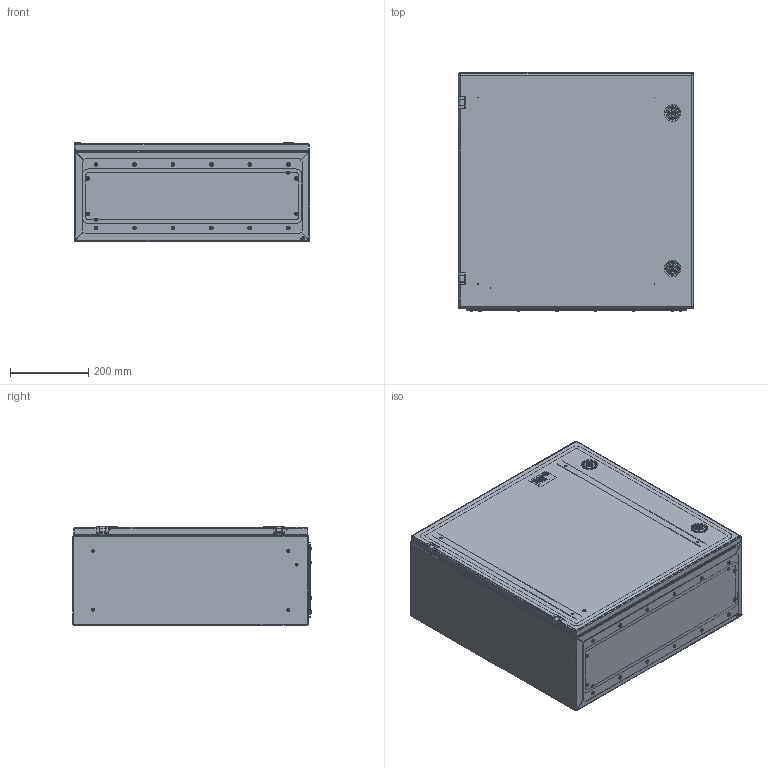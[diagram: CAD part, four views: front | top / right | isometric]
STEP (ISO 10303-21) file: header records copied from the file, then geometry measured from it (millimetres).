
FILE_DESCRIPTION (( 'STEP AP203' ), '1' );
FILE_NAME ('U7521606025 暑痫篑 觐祜嚓蝽 UC2 60.60.25 (752.000.193).STEP', '2022-04-28T10:40:52', ( '' ), ( '' ), 'SwSTEP 2.0', 'SolidWorks 2017', '' );
FILE_SCHEMA (( 'CONFIG_CONTROL_DESIGN' ));
Length unit declared in the file: millimetre
Products named in the file (37): ïîëóïåòëÿ âíåøíÿÿ; 000.241.156 Êðûøêà èçì 1_00; 000.113.059 忺謤僔_00; 056-157 椯鴀殣罻_00; Øàéáà íåéëîí Ø028_Œ6; Øïèëüêà ðåçüáîâàÿ Ì6_Œ6å20; 000.210.162 Îñíîâàíèå äâåðêè èçì 4_00; 054-104 栺鍣罻_00; 040-116 Âèíò ñïåöèàëüíûé ST 4,8x9; 003-324 Ñòåíêà íèæíÿÿ_00; 360-1-2-15-30 Çàìîê ñ çàçåìëåíèåì Mesan_00; Øïèëüêà çàçåìëåíèÿ CKF CS_Œ6å16; Óïëîòíèòåëü ÏÏÓ äëÿ êðûøêè UC2 60-25_00; Øïèëüêà ðåçüáîâàÿ Ì6_Œ6å12; Øïèëüêà ðåçüáîâàÿ Ì6_Œ8å25; 嵑殧趌11371_8; 008-316 Ñòåíêà ïðîôèëüíàÿ_00; hex flange nut_din_Hexagon Flange Nut DIN 6923 - M8 - N; 000.207.134 Äâåðêà â ñáîðå_00; 鎔艜_17473_M6x12; Óïëîòíèòåëü ÏÏÓ äâåðêè UC2 60-60 (íîâ)_00; U7521606025 暑痫篑 觐祜嚓蝽 UC2 60.60.25 (752.000.193); 扻豵鵨_п-1; øòûðü; 嵑殧趌11371_6; 鍔錓_7798_M6x8; ïîëóïåòëÿ âíóòðåííÿÿ; 010-246 Ïàíåëü ìîíòàæíàÿ_02; ч瀁禬п-1_00; 012-1382 Ïàíåëü äâåðêè èçì 3_00; 蹴濋趌5915_M8; Øïèëüêà ðåçüáîâàÿ Ì6_Œ5å12; Ïåòëÿ óãëîâàÿ äëÿ øêàôîâ UC USOLA_§ ªàëâ®; 000.241.159 Êðûøêà_00; ч蜱齁罻 ST-6; Ãàéêà Ýðèêñîíà Ì5 ñ ïëîñêîé ãîëîâêîé; 027-130 Êðûøêà èçì 1_00
Assembly tree (96 placements, depth 4):
  U7521606025 暑痫篑 觐祜嚓蝽 UC2 60.60.25 (752.000.193)
    000.113.059 忺謤僔_00
      008-316 Ñòåíêà ïðîôèëüíàÿ_00
      003-324 Ñòåíêà íèæíÿÿ_00
      Øïèëüêà ðåçüáîâàÿ Ì6_Œ8å25  x6
      Øïèëüêà ðåçüáîâàÿ Ì6_Œ6å12  x8
      Øïèëüêà çàçåìëåíèÿ CKF CS_Œ6å16  x2
    000.207.134 Äâåðêà â ñáîðå_00
      000.210.162 Îñíîâàíèå äâåðêè èçì 4_00
        012-1382 Ïàíåëü äâåðêè èçì 3_00
        Øïèëüêà çàçåìëåíèÿ CKF CS_Œ6å16
        Øïèëüêà ðåçüáîâàÿ Ì6_Œ5å12  x4
      360-1-2-15-30 Çàìîê ñ çàçåìëåíèåì Mesan_00  x2
        扻豵鵨_п-1
        ч瀁禬п-1_00
        嵑殧趌11371_6
        鎔艜_17473_M6x12
      Óïëîòíèòåëü ÏÏÓ äâåðêè UC2 60-60 (íîâ)_00
      054-104 栺鍣罻_00  x2
      Ãàéêà Ýðèêñîíà Ì5 ñ ïëîñêîé ãîëîâêîé  x4
    Ïåòëÿ óãëîâàÿ äëÿ øêàôîâ UC USOLA_§ ªàëâ®  x2
      ïîëóïåòëÿ âíåøíÿÿ
      ïîëóïåòëÿ âíóòðåííÿÿ
      øòûðü
    Øàéáà íåéëîí Ø028_Œ6  x2
    嵑殧趌11371_6  x2
    鍔錓_7798_M6x8  x2
    ч蜱齁罻 ST-6  x3
    000.241.156 Êðûøêà èçì 1_00
      000.241.159 Êðûøêà_00
        027-130 Êðûøêà èçì 1_00
        Øïèëüêà ðåçüáîâàÿ Ì6_Œ6å20  x2
      Óïëîòíèòåëü ÏÏÓ äëÿ êðûøêè UC2 60-25_00
    010-246 Ïàíåëü ìîíòàæíàÿ_02
    嵑殧趌11371_8  x6
    hex flange nut_din_Hexagon Flange Nut DIN 6923 - M8 - N  x6
    蹴濋趌5915_M8  x6
    056-157 椯鴀殣罻_00
    040-116 Âèíò ñïåöèàëüíûé ST 4,8x9  x16
Bounding box: 601.3 x 606.82 x 252.3 mm (x, y, z)
Volume: 3089236.1 mm3; surface area: 3775330.4 mm2
Topology: 106 solids, 108 shells, 5078 faces, 11965 edges, 7232 vertices
Faces by surface type: plane 1660, cylinder 1361, bspline 1285, cone 308, sphere 260, torus 204
Entity records: 112311 total; most frequent: CARTESIAN_POINT 54425, ORIENTED_EDGE 11696, DIRECTION 8911, EDGE_CURVE 5848, VERTEX_POINT 3762, VECTOR 3209, LINE 3209, AXIS2_PLACEMENT_3D 2851
